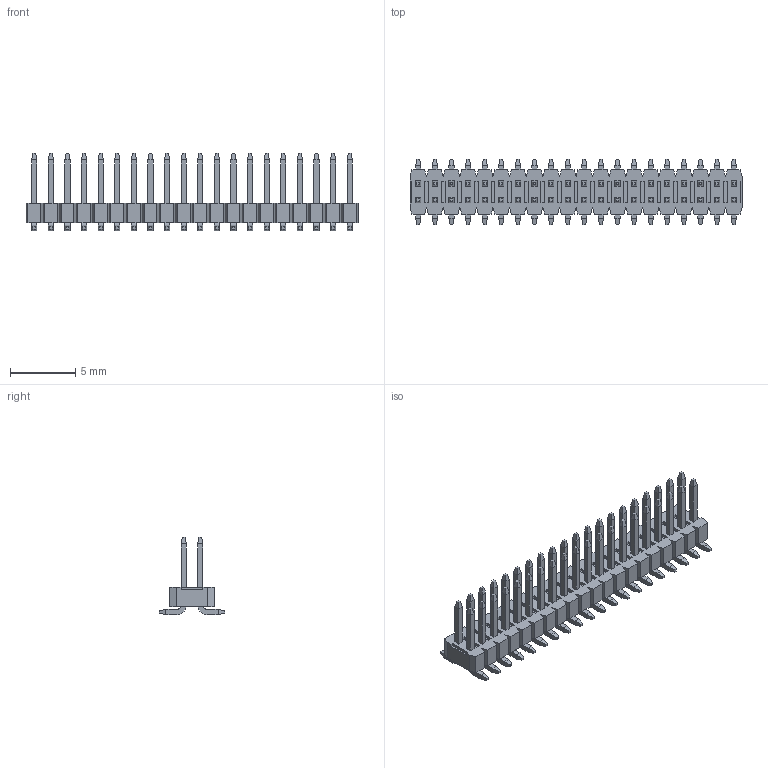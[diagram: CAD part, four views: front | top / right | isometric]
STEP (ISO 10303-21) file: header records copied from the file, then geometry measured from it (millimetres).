
FILE_DESCRIPTION(/* description */ ('Unknown'),/* implementation_level */ '2;1');
FILE_NAME(/* name */ '62104021021',/* time_stamp */ '2017-02-22T14:26:56+01:00',/* author */ ('Unknown'),/* organization */ ('Unknown'),/* preprocessor_version */ 'ST-DEVELOPER v16.7',/* originating_system */ 'DEX',/* authorisation */ $);
FILE_SCHEMA (('AUTOMOTIVE_DESIGN {1 0 10303 214 3 1 1}'));
Length unit declared in the file: millimetre
Products named in the file (3): 6210xx21021; 621x4021021_Housing; 6210xx21021_PIN
Assembly tree (41 placements, depth 2):
  6210xx21021
    621x4021021_Housing
    6210xx21021_PIN  x40
Bounding box: 25.4 x 5 x 5.91 mm (x, y, z)
Volume: 157.7 mm3; surface area: 850.6 mm2
Topology: 41 solids, 41 shells, 1107 faces, 2698 edges, 1692 vertices
Faces by surface type: plane 1027, cylinder 80
Entity records: 13320 total; most frequent: CARTESIAN_POINT 2341, ORIENTED_EDGE 2276, DIRECTION 2036, EDGE_CURVE 1138, LINE 1134, VECTOR 1134, VERTEX_POINT 756, EDGE_LOOP 504
